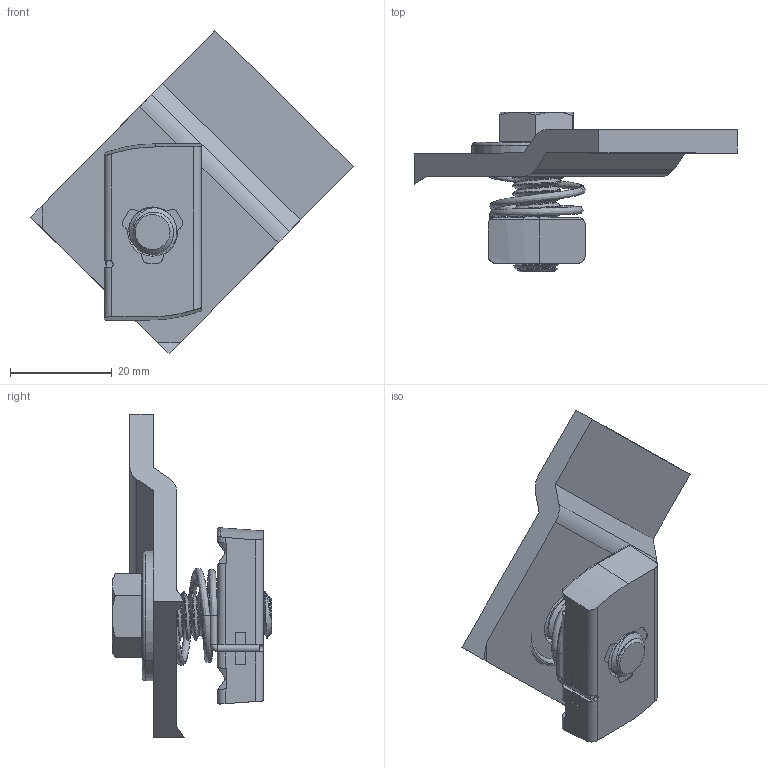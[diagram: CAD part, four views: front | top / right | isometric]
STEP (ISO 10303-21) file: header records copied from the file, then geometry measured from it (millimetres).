
FILE_DESCRIPTION (( 'STEP AP203' ), '1' );
FILE_NAME ('DS-HDC.STEP', '2024-03-25T19:49:20', ( '' ), ( '' ), 'SwSTEP 2.0', 'SolidWorks 2021', '' );
FILE_SCHEMA (( 'CONFIG_CONTROL_DESIGN' ));
Length unit declared in the file: millimetre
Products named in the file (7): 0159679_0159679; 2-144472; DS-CNUT-38; DS-CNUT-38 CONE SPRING Proposal_DC015 Cone Spring; DS-HDC; 110120344_.375-16 X 1 Steel Hex Head Screw_110120344; DS-CNUT-38 Proposal_12-20-22
Assembly tree (6 placements, depth 3):
  DS-HDC
    DS-CNUT-38
      DS-CNUT-38 Proposal_12-20-22
      DS-CNUT-38 CONE SPRING Proposal_DC015 Cone Spring
    2-144472
    0159679_0159679
    110120344_.375-16 X 1 Steel Hex Head Screw_110120344
Bounding box: 63.26 x 31.35 x 63.39 mm (x, y, z)
Volume: 17371.1 mm3; surface area: 10880.5 mm2
Topology: 5 solids, 5 shells, 214 faces, 579 edges, 378 vertices
Faces by surface type: plane 100, cylinder 77, cone 20, bspline 9, torus 8
Entity records: 11693 total; most frequent: CARTESIAN_POINT 5858, ORIENTED_EDGE 1158, DIRECTION 979, EDGE_CURVE 579, VERTEX_POINT 378, AXIS2_PLACEMENT_3D 329, LINE 321, VECTOR 321
